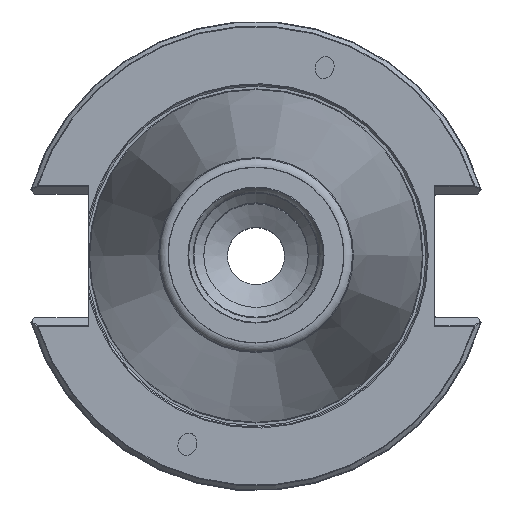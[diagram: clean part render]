
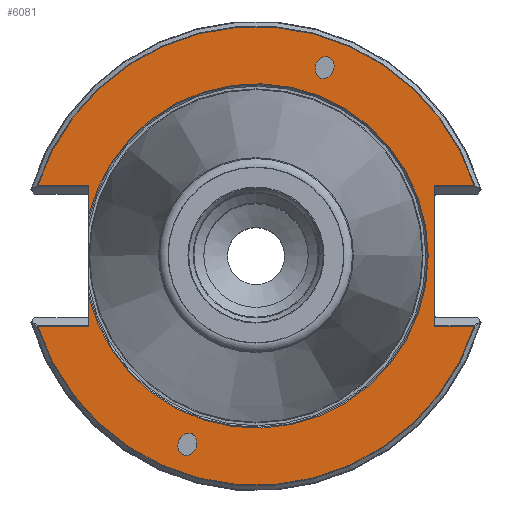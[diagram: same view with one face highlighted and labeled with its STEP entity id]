
A CAD part, top view. The second image highlights one B-rep face of the part: STEP entity #6081.
In plain terms, the highlighted planar face has unit normal (0, 0, 1).
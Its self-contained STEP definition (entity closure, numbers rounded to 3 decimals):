
#28=ELLIPSE('',#6516,2.381,1.95);
#29=ELLIPSE('',#6518,2.381,1.95);
#206=LINE('',#9400,#412);
#208=LINE('',#9404,#414);
#224=LINE('',#9470,#430);
#225=LINE('',#9472,#431);
#226=LINE('',#9473,#432);
#227=LINE('',#9475,#433);
#228=LINE('',#9476,#434);
#412=VECTOR('',#7605,1000.);
#414=VECTOR('',#7609,1000.);
#430=VECTOR('',#7657,1000.);
#431=VECTOR('',#7658,1000.);
#432=VECTOR('',#7659,1000.);
#433=VECTOR('',#7660,1000.);
#434=VECTOR('',#7661,1000.);
#729=PLANE('',#6551);
#1782=ORIENTED_EDGE('',*,*,#2357,.F.);
#1783=ORIENTED_EDGE('',*,*,#2356,.F.);
#1784=ORIENTED_EDGE('',*,*,#2416,.F.);
#1785=ORIENTED_EDGE('',*,*,#2360,.T.);
#1786=ORIENTED_EDGE('',*,*,#2388,.T.);
#1787=ORIENTED_EDGE('',*,*,#2417,.T.);
#1788=ORIENTED_EDGE('',*,*,#2390,.F.);
#1789=ORIENTED_EDGE('',*,*,#2368,.T.);
#1790=ORIENTED_EDGE('',*,*,#2418,.T.);
#1791=ORIENTED_EDGE('',*,*,#2419,.T.);
#1792=ORIENTED_EDGE('',*,*,#2413,.F.);
#1793=ORIENTED_EDGE('',*,*,#2420,.T.);
#2356=EDGE_CURVE('',#2799,#2799,#28,.T.);
#2357=EDGE_CURVE('',#2800,#2800,#29,.T.);
#2360=EDGE_CURVE('',#2803,#2802,#3032,.T.);
#2368=EDGE_CURVE('',#2808,#2807,#3033,.T.);
#2388=EDGE_CURVE('',#2802,#2821,#206,.T.);
#2390=EDGE_CURVE('',#2808,#2822,#208,.T.);
#2413=EDGE_CURVE('',#2838,#2839,#3038,.T.);
#2416=EDGE_CURVE('',#2803,#2840,#224,.T.);
#2417=EDGE_CURVE('',#2821,#2822,#225,.T.);
#2418=EDGE_CURVE('',#2807,#2841,#226,.T.);
#2419=EDGE_CURVE('',#2841,#2839,#227,.T.);
#2420=EDGE_CURVE('',#2838,#2840,#228,.T.);
#2799=VERTEX_POINT('',#9311);
#2800=VERTEX_POINT('',#9314);
#2802=VERTEX_POINT('',#9325);
#2803=VERTEX_POINT('',#9327);
#2807=VERTEX_POINT('',#9350);
#2808=VERTEX_POINT('',#9352);
#2821=VERTEX_POINT('',#9401);
#2822=VERTEX_POINT('',#9405);
#2838=VERTEX_POINT('',#9459);
#2839=VERTEX_POINT('',#9460);
#2840=VERTEX_POINT('',#9471);
#2841=VERTEX_POINT('',#9474);
#3032=CIRCLE('',#6520,48.363);
#3033=CIRCLE('',#6524,48.363);
#3038=CIRCLE('',#6550,36.2);
#3417=EDGE_LOOP('',(#1782));
#3418=EDGE_LOOP('',(#1783));
#3419=EDGE_LOOP('',(#1784,#1785,#1786,#1787,#1788,#1789,#1790,#1791,#1792,
#1793));
#3827=FACE_BOUND('',#3417,.T.);
#3828=FACE_BOUND('',#3418,.T.);
#3829=FACE_BOUND('',#3419,.T.);
#6081=ADVANCED_FACE('',(#3827,#3828,#3829),#729,.T.);
#6516=AXIS2_PLACEMENT_3D('',#9310,#7550,#7551);
#6518=AXIS2_PLACEMENT_3D('',#9313,#7554,#7555);
#6520=AXIS2_PLACEMENT_3D('',#9326,#7558,#7559);
#6524=AXIS2_PLACEMENT_3D('',#9351,#7570,#7571);
#6550=AXIS2_PLACEMENT_3D('',#9458,#7653,#7654);
#6551=AXIS2_PLACEMENT_3D('',#9469,#7655,#7656);
#7550=DIRECTION('',(0.,0.,1.));
#7551=DIRECTION('',(-0.342,-0.94,0.));
#7554=DIRECTION('',(0.,0.,1.));
#7555=DIRECTION('',(0.342,0.94,0.));
#7558=DIRECTION('',(0.,0.,1.));
#7559=DIRECTION('',(1.,0.,0.));
#7570=DIRECTION('',(0.,0.,1.));
#7571=DIRECTION('',(1.,0.,0.));
#7605=DIRECTION('',(-1.,0.,0.));
#7609=DIRECTION('',(-1.,0.,0.));
#7653=DIRECTION('',(0.,0.,1.));
#7654=DIRECTION('',(1.,0.,0.));
#7655=DIRECTION('',(0.,0.,1.));
#7656=DIRECTION('',(1.,0.,0.));
#7657=DIRECTION('',(1.,0.,0.));
#7658=DIRECTION('',(0.,1.,0.));
#7659=DIRECTION('',(1.,0.,0.));
#7660=DIRECTION('',(0.,-1.,0.));
#7661=DIRECTION('',(0.,-1.,0.));
#9310=CARTESIAN_POINT('',(14.413,39.599,-1.3));
#9311=CARTESIAN_POINT('',(13.599,37.362,-1.3));
#9313=CARTESIAN_POINT('',(-14.413,-39.599,-1.3));
#9314=CARTESIAN_POINT('',(-13.599,-37.362,-1.3));
#9325=CARTESIAN_POINT('',(46.025,-14.855,-1.3));
#9326=CARTESIAN_POINT('',(0.,0.,-1.3));
#9327=CARTESIAN_POINT('',(-46.025,-14.855,-1.3));
#9350=CARTESIAN_POINT('',(-46.025,14.855,-1.3));
#9351=CARTESIAN_POINT('',(0.,0.,-1.3));
#9352=CARTESIAN_POINT('',(46.025,14.855,-1.3));
#9400=CARTESIAN_POINT('',(231.047,-14.855,-1.3));
#9401=CARTESIAN_POINT('',(37.57,-14.855,-1.3));
#9404=CARTESIAN_POINT('',(231.047,14.855,-1.3));
#9405=CARTESIAN_POINT('',(37.57,14.855,-1.3));
#9458=CARTESIAN_POINT('',(0.,0.,-1.3));
#9459=CARTESIAN_POINT('',(-35.16,-8.615,-1.3));
#9460=CARTESIAN_POINT('',(-35.16,8.615,-1.3));
#9469=CARTESIAN_POINT('',(36.2,0.,-1.3));
#9470=CARTESIAN_POINT('',(-228.637,-14.855,-1.3));
#9471=CARTESIAN_POINT('',(-35.16,-14.855,-1.3));
#9472=CARTESIAN_POINT('',(37.57,0.,-1.3));
#9473=CARTESIAN_POINT('',(-228.637,14.855,-1.3));
#9474=CARTESIAN_POINT('',(-35.16,14.855,-1.3));
#9475=CARTESIAN_POINT('',(-35.16,0.,-1.3));
#9476=CARTESIAN_POINT('',(-35.16,0.,-1.3));
